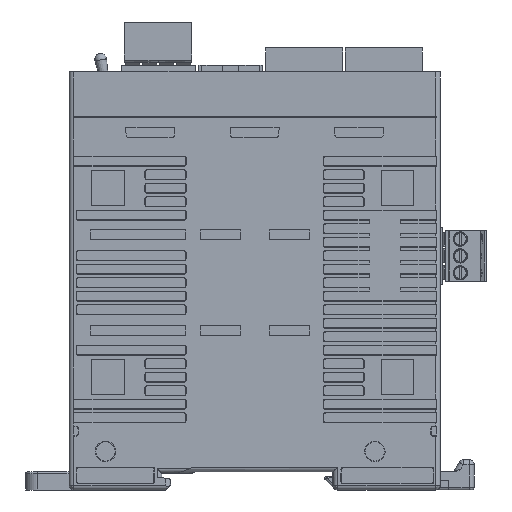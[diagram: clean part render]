
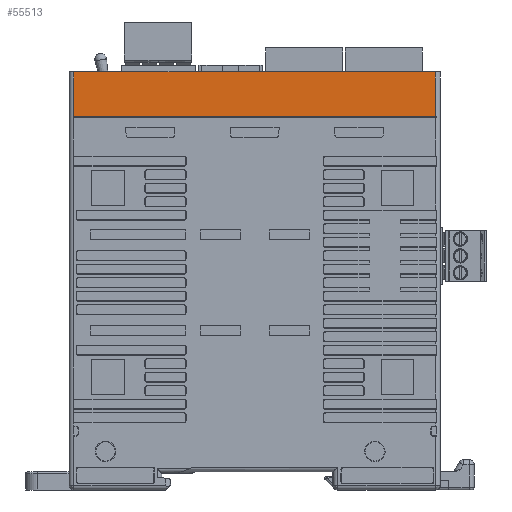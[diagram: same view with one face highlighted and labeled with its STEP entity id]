
A CAD part, left-side view. The second image highlights one B-rep face of the part: STEP entity #55513.
In plain terms, the highlighted planar face has unit normal (-1, 0, 0).
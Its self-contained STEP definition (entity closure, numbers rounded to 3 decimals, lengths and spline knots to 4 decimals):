
#6869 = CARTESIAN_POINT ( 'NONE',  ( -0.9508, 1.4376, 3.2664 ) ) ;
#12941 = CARTESIAN_POINT ( 'NONE',  ( -0.9508, -1.5546, 3.2506 ) ) ;
#14261 = VECTOR ( 'NONE', #55149, 39.3701 ) ;
#21463 = VERTEX_POINT ( 'NONE', #216740 ) ;
#42085 = CARTESIAN_POINT ( 'NONE',  ( -0.9508, 1.4376, 3.2506 ) ) ;
#42432 = ORIENTED_EDGE ( 'NONE', *, *, #156568, .F. ) ;
#50571 = CARTESIAN_POINT ( 'NONE',  ( -0.9508, -1.5152, 3.2506 ) ) ;
#55149 = DIRECTION ( 'NONE',  ( 0., -1., 0. ) ) ;
#55513 = ADVANCED_FACE ( 'NONE', ( #77819 ), #144786, .F. ) ;
#56393 = ORIENTED_EDGE ( 'NONE', *, *, #205636, .F. ) ;
#66822 = ORIENTED_EDGE ( 'NONE', *, *, #204972, .F. ) ;
#69182 = DIRECTION ( 'NONE',  ( 0., 0., -1. ) ) ;
#69672 = DIRECTION ( 'NONE',  ( 0., -1., 0. ) ) ;
#71595 = LINE ( 'NONE', #205515, #14261 ) ;
#71842 = CARTESIAN_POINT ( 'NONE',  ( -0.9508, -1.5152, 3.2664 ) ) ;
#73454 = CARTESIAN_POINT ( 'NONE',  ( -0.9508, -1.5152, 2.9012 ) ) ;
#74332 = ORIENTED_EDGE ( 'NONE', *, *, #89786, .T. ) ;
#75541 = VECTOR ( 'NONE', #76124, 39.3701 ) ;
#76124 = DIRECTION ( 'NONE',  ( 0., 0., 1. ) ) ;
#77819 = FACE_OUTER_BOUND ( 'NONE', #165029, .T. ) ;
#89786 = EDGE_CURVE ( 'NONE', #21463, #158034, #71595, .T. ) ;
#91532 = LINE ( 'NONE', #42085, #75541 ) ;
#95416 = VERTEX_POINT ( 'NONE', #6869 ) ;
#103728 = LINE ( 'NONE', #71842, #177700 ) ;
#130487 = DIRECTION ( 'NONE',  ( 0., 0., -1. ) ) ;
#144786 = PLANE ( 'NONE',  #165444 ) ;
#146945 = DIRECTION ( 'NONE',  ( 1., 0., 0. ) ) ;
#153686 = LINE ( 'NONE', #50571, #199566 ) ;
#155630 = VERTEX_POINT ( 'NONE', #173244 ) ;
#156568 = EDGE_CURVE ( 'NONE', #21463, #95416, #91532, .T. ) ;
#158034 = VERTEX_POINT ( 'NONE', #73454 ) ;
#165029 = EDGE_LOOP ( 'NONE', ( #56393, #66822, #42432, #74332 ) ) ;
#165444 = AXIS2_PLACEMENT_3D ( 'NONE', #12941, #146945, #130487 ) ;
#173244 = CARTESIAN_POINT ( 'NONE',  ( -0.9508, -1.5152, 3.2664 ) ) ;
#177700 = VECTOR ( 'NONE', #69672, 39.3701 ) ;
#199566 = VECTOR ( 'NONE', #69182, 39.3701 ) ;
#204972 = EDGE_CURVE ( 'NONE', #95416, #155630, #103728, .T. ) ;
#205515 = CARTESIAN_POINT ( 'NONE',  ( -0.9508, -1.5152, 2.9012 ) ) ;
#205636 = EDGE_CURVE ( 'NONE', #155630, #158034, #153686, .T. ) ;
#216740 = CARTESIAN_POINT ( 'NONE',  ( -0.9508, 1.4376, 2.9012 ) ) ;
